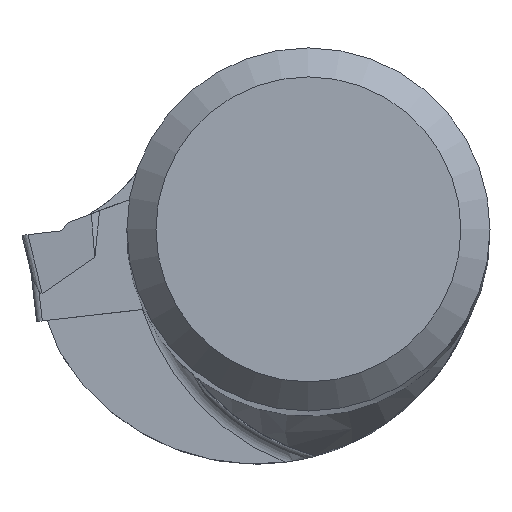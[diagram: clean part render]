
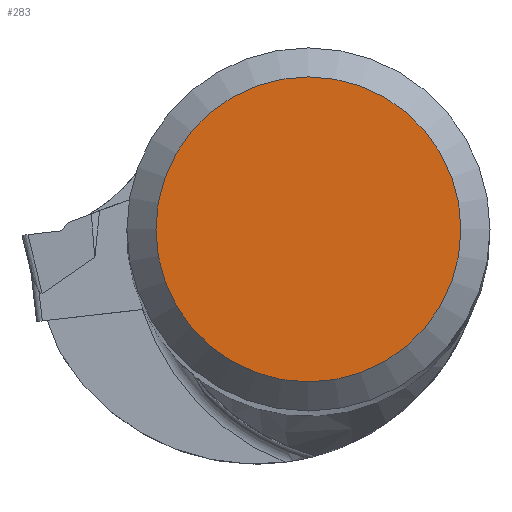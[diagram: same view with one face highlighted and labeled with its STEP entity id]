
A CAD part, top view. The second image highlights one B-rep face of the part: STEP entity #283.
In plain terms, the highlighted planar face has unit normal (0, 0, 1).
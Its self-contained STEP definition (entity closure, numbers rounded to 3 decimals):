
#283=ADVANCED_FACE('',(#367),#333,.F.);
#333=PLANE('',#1204);
#367=FACE_OUTER_BOUND('',#424,.T.);
#424=EDGE_LOOP('',(#563));
#488=CIRCLE('',#1203,8.);
#563=ORIENTED_EDGE('',*,*,#954,.F.);
#839=VERTEX_POINT('',#1719);
#954=EDGE_CURVE('',#839,#839,#488,.T.);
#1203=AXIS2_PLACEMENT_3D('',#1718,#1329,#1330);
#1204=AXIS2_PLACEMENT_3D('',#1720,#1331,#1332);
#1329=DIRECTION('',(0.,0.,-1.));
#1330=DIRECTION('',(0.,1.,0.));
#1331=DIRECTION('',(0.,0.,-1.));
#1332=DIRECTION('',(0.,1.,0.));
#1718=CARTESIAN_POINT('',(0.,0.,0.));
#1719=CARTESIAN_POINT('',(0.,8.,0.));
#1720=CARTESIAN_POINT('',(0.,0.,0.));
